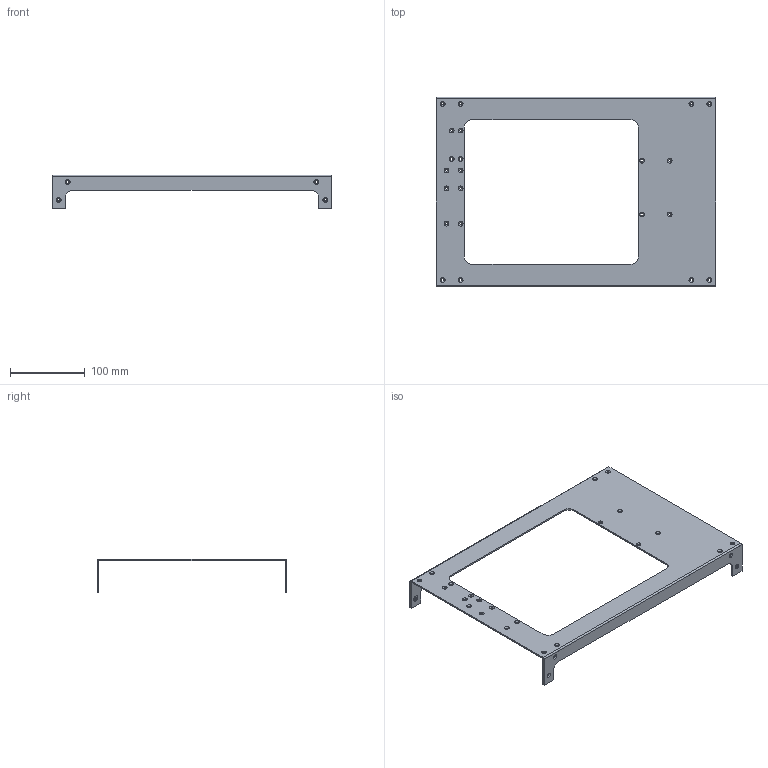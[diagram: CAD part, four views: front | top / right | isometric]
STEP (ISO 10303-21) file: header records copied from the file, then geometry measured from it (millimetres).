
FILE_DESCRIPTION(('FreeCAD Model'),'2;1');
FILE_NAME('right-side-mini_PP-FP0052_revF.step','2016-08-25T11:42:57',( 'Author'),(''),'Open CASCADE STEP processor 6.8','FreeCAD','Unknown' );
FILE_SCHEMA(('AUTOMOTIVE_DESIGN_CC2 { 1 2 10303 214 -1 1 5 4 }'));
Length unit declared in the file: millimetre
Products named in the file (2): ASSEMBLY; Pad002
Assembly tree (1 placements, depth 2):
  ASSEMBLY
    Pad002
Bounding box: 375 x 254 x 45 mm (x, y, z)
Volume: 131486.2 mm3; surface area: 135047.3 mm2
Topology: 1 solids, 1 shells, 104 faces, 256 edges, 160 vertices
Faces by surface type: cylinder 42, plane 34, cone 28
Full cylindrical faces by diameter (mm): 3.4 x32
Entity records: 6709 total; most frequent: CARTESIAN_POINT 1544, DIRECTION 946, ORIENTED_EDGE 512, PCURVE 512, DEFINITIONAL_REPRESENTATION 512, LINE 482, VECTOR 482, EDGE_CURVE 256
